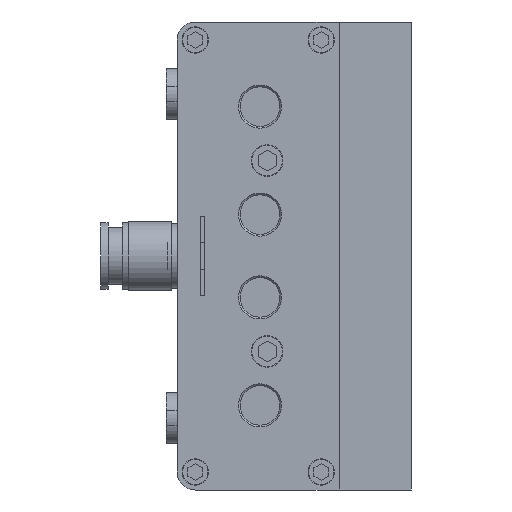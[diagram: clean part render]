
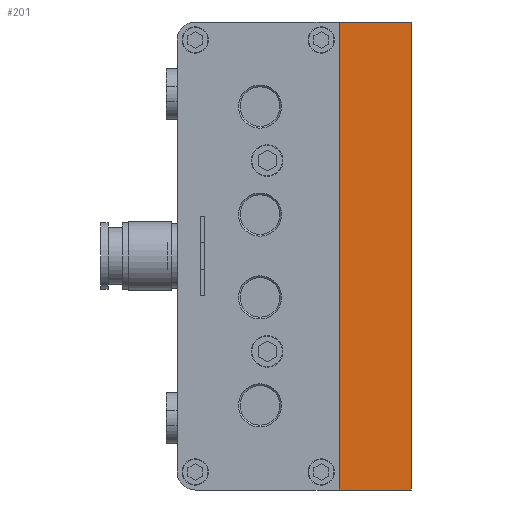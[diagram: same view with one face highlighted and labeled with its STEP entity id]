
A CAD part, left-side view. The second image highlights one B-rep face of the part: STEP entity #201.
In plain terms, the highlighted planar face has unit normal (-1, 0, 0).
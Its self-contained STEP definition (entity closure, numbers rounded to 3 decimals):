
#201 = ADVANCED_FACE ( 'NONE', ( #2451 ), #34357, .F. ) ;
#2422 = EDGE_CURVE ( 'NONE', #15708, #27144, #16011, .T. ) ;
#2451 = FACE_OUTER_BOUND ( 'NONE', #11380, .T. ) ;
#4121 = VECTOR ( 'NONE', #21718, 1000. ) ;
#4396 = CARTESIAN_POINT ( 'NONE',  ( -518., 0., 65. ) ) ;
#4448 = CARTESIAN_POINT ( 'NONE',  ( -518., -20., 65. ) ) ;
#4893 = VERTEX_POINT ( 'NONE', #4938 ) ;
#4938 = CARTESIAN_POINT ( 'NONE',  ( -518., 0., -65. ) ) ;
#5103 = AXIS2_PLACEMENT_3D ( 'NONE', #11362, #37566, #23120 ) ;
#5681 = VECTOR ( 'NONE', #10514, 1000. ) ;
#6359 = CARTESIAN_POINT ( 'NONE',  ( -518., -20., -65. ) ) ;
#10146 = CARTESIAN_POINT ( 'NONE',  ( -518., -20., 65. ) ) ;
#10514 = DIRECTION ( 'NONE',  ( 0., 1., 0. ) ) ;
#10972 = LINE ( 'NONE', #22172, #28098 ) ;
#11106 = EDGE_CURVE ( 'NONE', #15708, #34615, #30088, .T. ) ;
#11362 = CARTESIAN_POINT ( 'NONE',  ( -518., -20., 65. ) ) ;
#11380 = EDGE_LOOP ( 'NONE', ( #26772, #12364, #22497, #36864 ) ) ;
#12364 = ORIENTED_EDGE ( 'NONE', *, *, #22468, .F. ) ;
#13684 = CARTESIAN_POINT ( 'NONE',  ( -518., -20., 65. ) ) ;
#14079 = LINE ( 'NONE', #24922, #29895 ) ;
#15708 = VERTEX_POINT ( 'NONE', #13684 ) ;
#16011 = LINE ( 'NONE', #4448, #5681 ) ;
#20700 = EDGE_CURVE ( 'NONE', #27144, #4893, #14079, .T. ) ;
#21718 = DIRECTION ( 'NONE',  ( 0., 0., -1. ) ) ;
#22172 = CARTESIAN_POINT ( 'NONE',  ( -518., -20., -65. ) ) ;
#22468 = EDGE_CURVE ( 'NONE', #34615, #4893, #10972, .T. ) ;
#22497 = ORIENTED_EDGE ( 'NONE', *, *, #11106, .F. ) ;
#22544 = DIRECTION ( 'NONE',  ( 0., 1., 0. ) ) ;
#23120 = DIRECTION ( 'NONE',  ( 0., 0., -1. ) ) ;
#24922 = CARTESIAN_POINT ( 'NONE',  ( -518., 0., 65. ) ) ;
#26772 = ORIENTED_EDGE ( 'NONE', *, *, #20700, .T. ) ;
#27144 = VERTEX_POINT ( 'NONE', #4396 ) ;
#28098 = VECTOR ( 'NONE', #22544, 1000. ) ;
#29895 = VECTOR ( 'NONE', #34416, 1000. ) ;
#30088 = LINE ( 'NONE', #10146, #4121 ) ;
#34357 = PLANE ( 'NONE',  #5103 ) ;
#34416 = DIRECTION ( 'NONE',  ( 0., 0., -1. ) ) ;
#34615 = VERTEX_POINT ( 'NONE', #6359 ) ;
#36864 = ORIENTED_EDGE ( 'NONE', *, *, #2422, .T. ) ;
#37566 = DIRECTION ( 'NONE',  ( 1., 0., 0. ) ) ;
